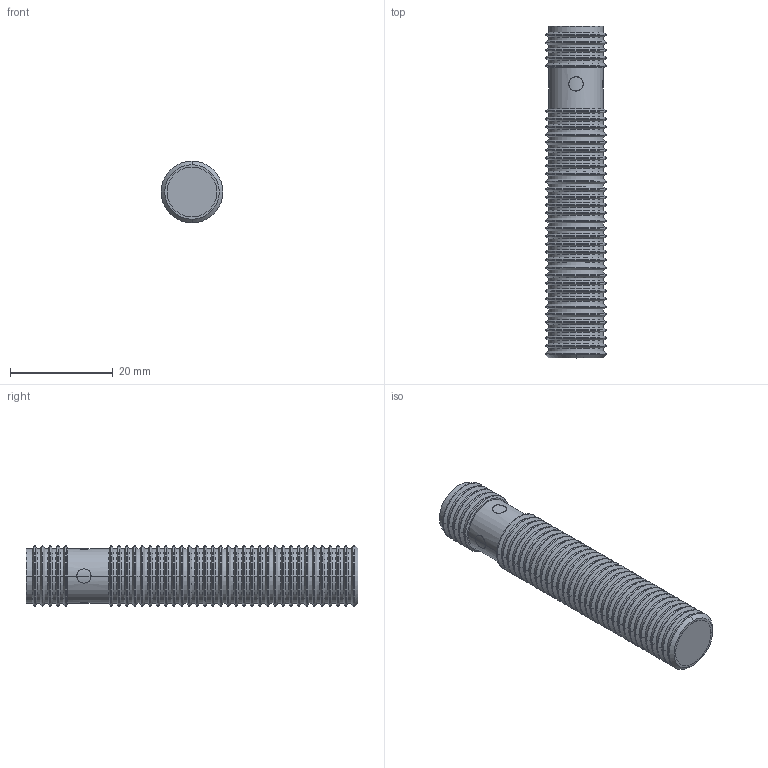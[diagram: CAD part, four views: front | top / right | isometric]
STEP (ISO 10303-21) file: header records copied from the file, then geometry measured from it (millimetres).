
FILE_DESCRIPTION(('STEP AP214'),'1');
FILE_NAME('cctmp_9D29D8B9-A25D-45B0-9139-F3800D177A7C_2021_2_18_13_35_9_890..stp','2021-02-18T12:35:10',('Pepperl+Fuchs GmbH'),('CADClick - www.CADClick.com'),'Spatial InterOp 3D',' ','unknown authorization');
FILE_SCHEMA(('AUTOMOTIVE_DESIGN { 1 0 10303 214 1 1 1 1 }'));
Length unit declared in the file: millimetre
Products named in the file (1): 2021_02_18__13-35-09-884
Bounding box: 12 x 64.51 x 12 mm (x, y, z)
Volume: 5529.5 mm3; surface area: 4904.8 mm2
Topology: 1 solids, 2 shells, 371 faces, 797 edges, 425 vertices
Faces by surface type: cylinder 189, cone 152, plane 24, sphere 6
Entity records: 13404 total; most frequent: CARTESIAN_POINT 2370, DIRECTION 1852, ORIENTED_EDGE 1570, EDGE_CURVE 785, AXIS2_PLACEMENT_3D 747, VERTEX_POINT 425, EDGE_LOOP 386, CIRCLE 375
